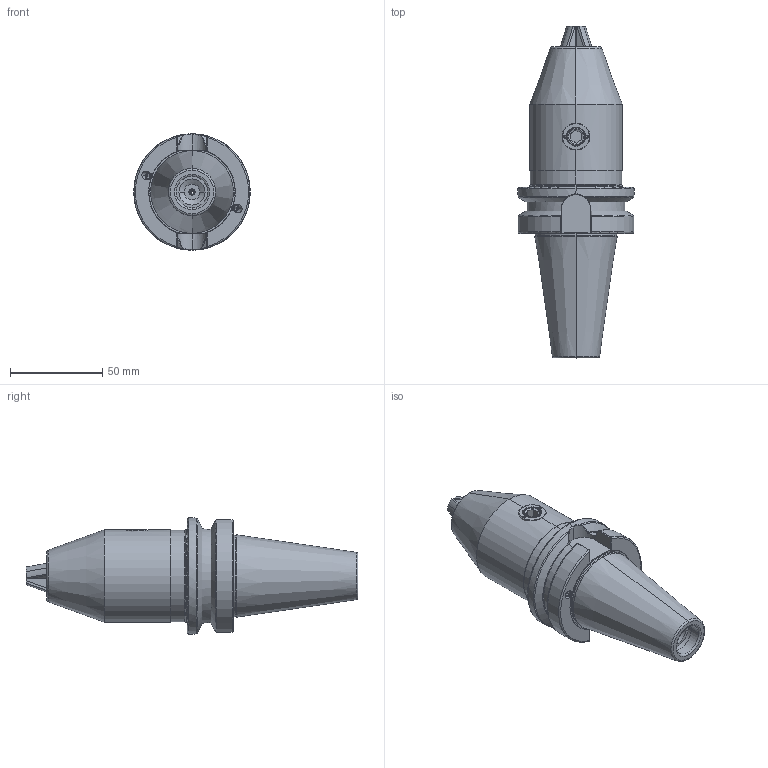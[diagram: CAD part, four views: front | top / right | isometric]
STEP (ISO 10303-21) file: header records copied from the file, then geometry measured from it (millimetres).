
FILE_DESCRIPTION (( 'STEP AP203' ), '1' );
FILE_NAME ('405.15.16.1-BT22330.STEP', '2017-04-10T10:43:55', ( '' ), ( '' ), 'SwSTEP 2.0', 'SolidWorks 2013', '' );
FILE_SCHEMA (( 'CONFIG_CONTROL_DESIGN' ));
Length unit declared in the file: millimetre
Products named in the file (14): 1331402-08B; 1332401-103A; SB01-8001; BT22320-01B; KR02-9096; 1331503-01F; 1331503C--; 1331502-0200E; KM10-2013; 1331503-03B; 405.15.16.1-BT22330; 1331402-05B; 1331402-04D; 1331402-06F
Assembly tree (17 placements, depth 3):
  KR02-9096
  405.15.16.1-BT22330
    BT22320-01B
    1331503C--
      1331503-01F
      1331502-0200E
      1331503-03B
      1331402-04D
      1331402-05B
      1331402-06F
      1331402-08B
      1332401-103A  x3
      SB01-8001
    KM10-2013  x4
Bounding box: 63 x 179.74 x 63 mm (x, y, z)
Volume: 222218.5 mm3; surface area: 77656.4 mm2
Topology: 16 solids, 16 shells, 1036 faces, 2749 edges, 1748 vertices
Faces by surface type: cylinder 374, plane 312, cone 240, torus 74, bspline 36
Entity records: 36933 total; most frequent: CARTESIAN_POINT 13480, ORIENTED_EDGE 5042, DIRECTION 4084, EDGE_CURVE 2521, AXIS2_PLACEMENT_3D 1650, VERTEX_POINT 1614, EDGE_LOOP 1005, ADVANCED_FACE 945
